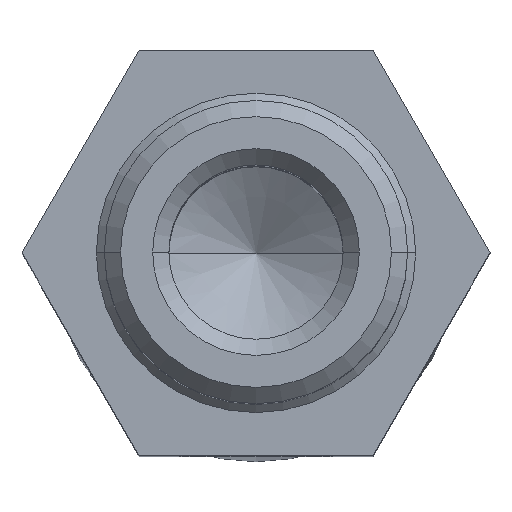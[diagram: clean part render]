
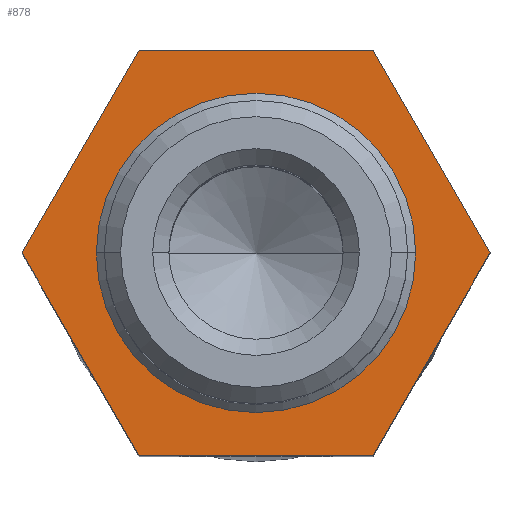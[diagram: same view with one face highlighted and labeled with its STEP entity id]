
A CAD part, top view. The second image highlights one B-rep face of the part: STEP entity #878.
In plain terms, the highlighted planar face has unit normal (0, 0, 1).
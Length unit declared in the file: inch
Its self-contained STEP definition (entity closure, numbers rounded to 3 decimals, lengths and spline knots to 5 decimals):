
#35 = VECTOR ( 'NONE', #1247, 39.37008 ) ;
#37 = LINE ( 'NONE', #1234, #35 ) ;
#45 = LINE ( 'NONE', #1246, #64 ) ;
#48 = VECTOR ( 'NONE', #1229, 39.37008 ) ;
#49 = LINE ( 'NONE', #1228, #48 ) ;
#64 = VECTOR ( 'NONE', #1251, 39.37008 ) ;
#183 = EDGE_CURVE ( 'NONE', #1005, #1004, #615, .T. ) ;
#191 = EDGE_CURVE ( 'NONE', #1006, #1005, #625, .T. ) ;
#194 = EDGE_CURVE ( 'NONE', #1002, #1006, #633, .T. ) ;
#207 = EDGE_CURVE ( 'NONE', #1057, #1058, #651, .T. ) ;
#230 = EDGE_CURVE ( 'NONE', #1058, #1057, #689, .T. ) ;
#264 = FACE_BOUND ( 'NONE', #592, .T. ) ;
#281 = FACE_OUTER_BOUND ( 'NONE', #589, .T. ) ;
#483 = ORIENTED_EDGE ( 'NONE', *, *, #230, .T. ) ;
#484 = ORIENTED_EDGE ( 'NONE', *, *, #207, .T. ) ;
#485 = ORIENTED_EDGE ( 'NONE', *, *, #1944, .F. ) ;
#486 = ORIENTED_EDGE ( 'NONE', *, *, #2004, .F. ) ;
#487 = ORIENTED_EDGE ( 'NONE', *, *, #1999, .F. ) ;
#488 = ORIENTED_EDGE ( 'NONE', *, *, #183, .F. ) ;
#489 = ORIENTED_EDGE ( 'NONE', *, *, #191, .F. ) ;
#490 = ORIENTED_EDGE ( 'NONE', *, *, #194, .F. ) ;
#589 = EDGE_LOOP ( 'NONE', ( #485, #486, #487, #488, #489, #490 ) ) ;
#592 = EDGE_LOOP ( 'NONE', ( #483, #484 ) ) ;
#610 = VECTOR ( 'NONE', #932, 39.37008 ) ;
#615 = LINE ( 'NONE', #926, #610 ) ;
#625 = LINE ( 'NONE', #1301, #626 ) ;
#626 = VECTOR ( 'NONE', #1302, 39.37008 ) ;
#633 = LINE ( 'NONE', #1308, #634 ) ;
#634 = VECTOR ( 'NONE', #1309, 39.37008 ) ;
#651 = CIRCLE ( 'NONE', #1968, 0.197 ) ;
#689 = CIRCLE ( 'NONE', #1430, 0.197 ) ;
#878 = ADVANCED_FACE ( 'NONE', ( #264, #281 ), #2069, .T. ) ;
#926 = CARTESIAN_POINT ( 'NONE',  ( 0.14434, 0.25, 0.698 ) ) ;
#932 = DIRECTION ( 'NONE',  ( 1., 0., 0. ) ) ;
#1001 = VERTEX_POINT ( 'NONE', #1138 ) ;
#1002 = VERTEX_POINT ( 'NONE', #1169 ) ;
#1003 = VERTEX_POINT ( 'NONE', #1170 ) ;
#1004 = VERTEX_POINT ( 'NONE', #1171 ) ;
#1005 = VERTEX_POINT ( 'NONE', #1172 ) ;
#1006 = VERTEX_POINT ( 'NONE', #1173 ) ;
#1057 = VERTEX_POINT ( 'NONE', #1201 ) ;
#1058 = VERTEX_POINT ( 'NONE', #1202 ) ;
#1138 = CARTESIAN_POINT ( 'NONE',  ( 0.14434, -0.25, 0.698 ) ) ;
#1169 = CARTESIAN_POINT ( 'NONE',  ( -0.14434, -0.25, 0.698 ) ) ;
#1170 = CARTESIAN_POINT ( 'NONE',  ( 0.28868, 0., 0.698 ) ) ;
#1171 = CARTESIAN_POINT ( 'NONE',  ( 0.14434, 0.25, 0.698 ) ) ;
#1172 = CARTESIAN_POINT ( 'NONE',  ( -0.14434, 0.25, 0.698 ) ) ;
#1173 = CARTESIAN_POINT ( 'NONE',  ( -0.28868, 0., 0.698 ) ) ;
#1201 = CARTESIAN_POINT ( 'NONE',  ( 0.197, 0., 0.698 ) ) ;
#1202 = CARTESIAN_POINT ( 'NONE',  ( -0.197, 0., 0.698 ) ) ;
#1228 = CARTESIAN_POINT ( 'NONE',  ( -0.14434, -0.25, 0.698 ) ) ;
#1229 = DIRECTION ( 'NONE',  ( -1., 0., 0. ) ) ;
#1234 = CARTESIAN_POINT ( 'NONE',  ( 0.28868, 0., 0.698 ) ) ;
#1246 = CARTESIAN_POINT ( 'NONE',  ( 0.14434, -0.25, 0.698 ) ) ;
#1247 = DIRECTION ( 'NONE',  ( 0.5, -0.866, 0. ) ) ;
#1251 = DIRECTION ( 'NONE',  ( -0.5, -0.866, 0. ) ) ;
#1301 = CARTESIAN_POINT ( 'NONE',  ( -0.14434, 0.25, 0.698 ) ) ;
#1302 = DIRECTION ( 'NONE',  ( 0.5, 0.866, 0. ) ) ;
#1308 = CARTESIAN_POINT ( 'NONE',  ( -0.28868, 0., 0.698 ) ) ;
#1309 = DIRECTION ( 'NONE',  ( -0.5, 0.866, 0. ) ) ;
#1430 = AXIS2_PLACEMENT_3D ( 'NONE', #1570, #1572, #1573 ) ;
#1489 = CARTESIAN_POINT ( 'NONE',  ( 0., 0., 0.698 ) ) ;
#1490 = DIRECTION ( 'NONE',  ( 0., 0., -1. ) ) ;
#1491 = DIRECTION ( 'NONE',  ( -1., 0., 0. ) ) ;
#1570 = CARTESIAN_POINT ( 'NONE',  ( 0., 0., 0.698 ) ) ;
#1572 = DIRECTION ( 'NONE',  ( 0., 0., -1. ) ) ;
#1573 = DIRECTION ( 'NONE',  ( -1., 0., 0. ) ) ;
#1916 = AXIS2_PLACEMENT_3D ( 'NONE', #2065, #2078, #2079 ) ;
#1944 = EDGE_CURVE ( 'NONE', #1001, #1002, #49, .T. ) ;
#1968 = AXIS2_PLACEMENT_3D ( 'NONE', #1489, #1490, #1491 ) ;
#1999 = EDGE_CURVE ( 'NONE', #1004, #1003, #37, .T. ) ;
#2004 = EDGE_CURVE ( 'NONE', #1003, #1001, #45, .T. ) ;
#2065 = CARTESIAN_POINT ( 'NONE',  ( 0., 0., 0.698 ) ) ;
#2069 = PLANE ( 'NONE',  #1916 ) ;
#2078 = DIRECTION ( 'NONE',  ( 0., 0., 1. ) ) ;
#2079 = DIRECTION ( 'NONE',  ( 1., 0., 0. ) ) ;
